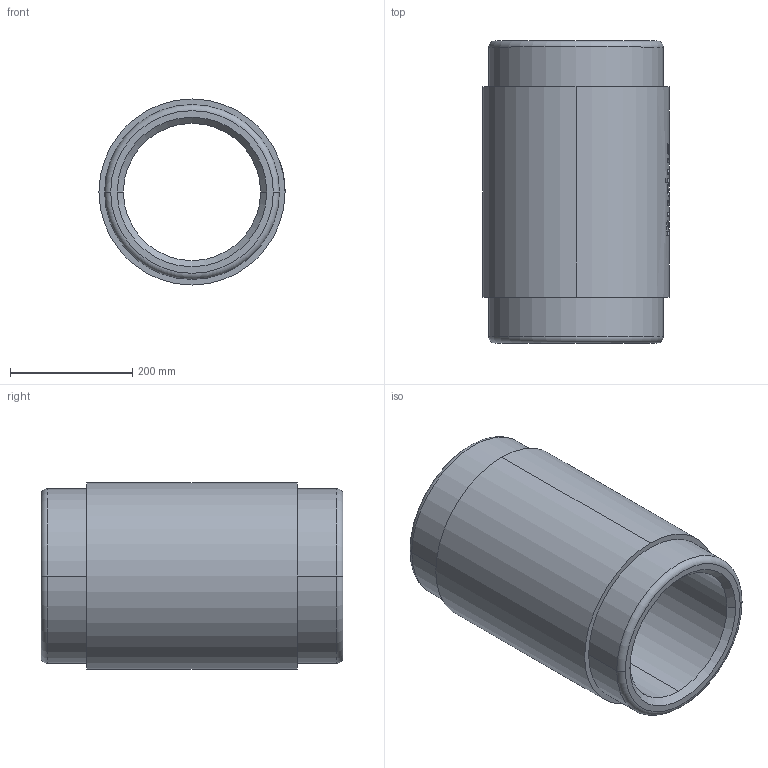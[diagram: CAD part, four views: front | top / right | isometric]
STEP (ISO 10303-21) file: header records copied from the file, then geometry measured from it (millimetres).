
FILE_DESCRIPTION (( 'STEP AP203' ), '1' );
FILE_NAME ('Rudus 1302050 EK-kärkikappale 225x420.step', '2020-03-15T20:09:08', ( '' ), ( '' ), 'SwSTEP 2.0', 'SolidWorks 2019', '' );
FILE_SCHEMA (( 'CONFIG_CONTROL_DESIGN' ));
Length unit declared in the file: millimetre
Products named in the file (2): Rudus 1302050 EK-kärkikappale 225x420; EK-putki-osa-karkikappale
Assembly tree (1 placements, depth 2):
  Rudus 1302050 EK-kärkikappale 225x420
    EK-putki-osa-karkikappale
Bounding box: 305 x 495 x 305 mm (x, y, z)
Volume: 15069221.4 mm3; surface area: 868506.3 mm2
Topology: 1 solids, 1 shells, 97 faces, 254 edges, 168 vertices
Faces by surface type: bspline 70, cylinder 15, torus 4, cone 4, plane 4
Entity records: 15660 total; most frequent: CARTESIAN_POINT 13665, ORIENTED_EDGE 508, EDGE_CURVE 254, B_SPLINE_CURVE_WITH_KNOTS 210, VERTEX_POINT 168, DIRECTION 138, EDGE_LOOP 108, ADVANCED_FACE 97
